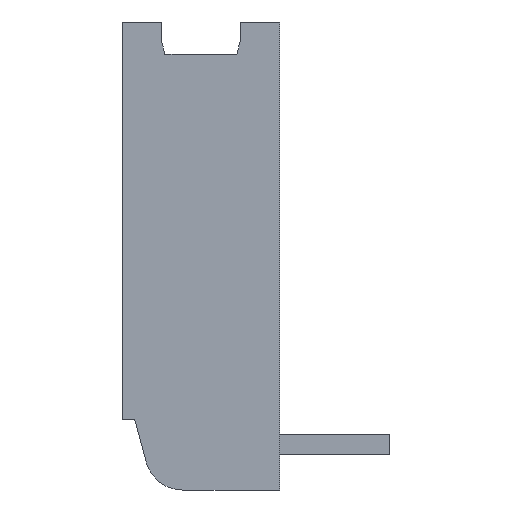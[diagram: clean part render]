
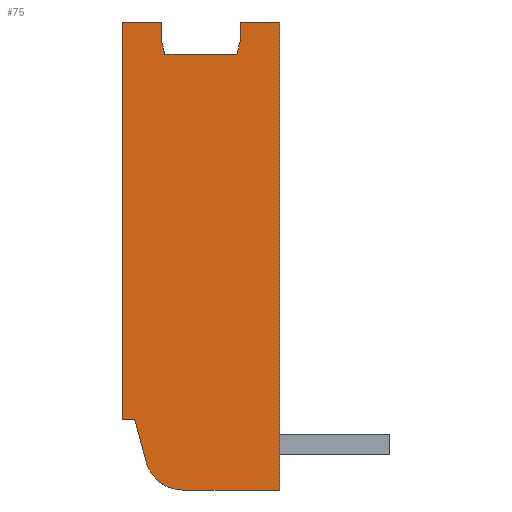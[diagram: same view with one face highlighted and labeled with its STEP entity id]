
A CAD part, left-side view. The second image highlights one B-rep face of the part: STEP entity #75.
In plain terms, the highlighted planar face has unit normal (-1, 0, 0).
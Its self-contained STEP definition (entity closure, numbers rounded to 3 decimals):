
#75=ADVANCED_FACE('',(#223),#224,.F.);
#223=FACE_OUTER_BOUND('',#531,.T.);
#224=PLANE('',#532);
#531=EDGE_LOOP('',(#839,#840,#841,#842,#843,#844,#845,#846,#847,#848,#849,#850,#851));
#532=AXIS2_PLACEMENT_3D('',#852,#853,#854);
#839=ORIENTED_EDGE('',*,*,#2062,.T.);
#840=ORIENTED_EDGE('',*,*,#2063,.T.);
#841=ORIENTED_EDGE('',*,*,#2064,.T.);
#842=ORIENTED_EDGE('',*,*,#2065,.F.);
#843=ORIENTED_EDGE('',*,*,#2066,.F.);
#844=ORIENTED_EDGE('',*,*,#2067,.F.);
#845=ORIENTED_EDGE('',*,*,#2068,.F.);
#846=ORIENTED_EDGE('',*,*,#2069,.F.);
#847=ORIENTED_EDGE('',*,*,#2070,.F.);
#848=ORIENTED_EDGE('',*,*,#2071,.F.);
#849=ORIENTED_EDGE('',*,*,#2072,.F.);
#850=ORIENTED_EDGE('',*,*,#2073,.F.);
#851=ORIENTED_EDGE('',*,*,#2074,.T.);
#852=CARTESIAN_POINT('',(-8.76,0.0,0.0));
#853=DIRECTION('',(1.0,0.0,0.0));
#854=DIRECTION('',(0.0,1.0,-0.0));
#2062=EDGE_CURVE('',#2453,#2454,#2455,.T.);
#2063=EDGE_CURVE('',#2454,#2456,#2457,.T.);
#2064=EDGE_CURVE('',#2456,#2458,#2459,.T.);
#2065=EDGE_CURVE('',#2460,#2458,#2461,.T.);
#2066=EDGE_CURVE('',#2462,#2460,#2463,.T.);
#2067=EDGE_CURVE('',#2464,#2462,#2465,.T.);
#2068=EDGE_CURVE('',#2466,#2464,#2467,.T.);
#2069=EDGE_CURVE('',#2468,#2466,#2469,.T.);
#2070=EDGE_CURVE('',#2470,#2468,#2471,.T.);
#2071=EDGE_CURVE('',#2472,#2470,#2473,.T.);
#2072=EDGE_CURVE('',#2474,#2472,#2475,.T.);
#2073=EDGE_CURVE('',#2476,#2474,#2477,.T.);
#2074=EDGE_CURVE('',#2476,#2453,#2478,.T.);
#2453=VERTEX_POINT('',#3102);
#2454=VERTEX_POINT('',#3103);
#2455=LINE('',#3104,#3105);
#2456=VERTEX_POINT('',#3106);
#2457=LINE('',#3107,#3108);
#2458=VERTEX_POINT('',#3109);
#2459=LINE('',#3110,#3111);
#2460=VERTEX_POINT('',#3112);
#2461=LINE('',#3113,#3114);
#2462=VERTEX_POINT('',#3115);
#2463=LINE('',#3116,#3117);
#2464=VERTEX_POINT('',#3118);
#2465=LINE('',#3119,#3120);
#2466=VERTEX_POINT('',#3121);
#2467=LINE('',#3122,#3123);
#2468=VERTEX_POINT('',#3124);
#2469=LINE('',#3125,#3126);
#2470=VERTEX_POINT('',#3127);
#2471=CIRCLE('',#3128,1.2);
#2472=VERTEX_POINT('',#3129);
#2473=LINE('',#3130,#3131);
#2474=VERTEX_POINT('',#3132);
#2475=LINE('',#3133,#3134);
#2476=VERTEX_POINT('',#3135);
#2477=LINE('',#3136,#3137);
#2478=LINE('',#3138,#3139);
#3102=CARTESIAN_POINT('',(-8.76,-1.245,-0.63));
#3103=CARTESIAN_POINT('',(-8.76,-1.14,-1.02));
#3104=CARTESIAN_POINT('',(-8.76,-1.245,-0.63));
#3105=VECTOR('',#4130,0.404);
#3106=CARTESIAN_POINT('',(-8.76,1.14,-1.02));
#3107=CARTESIAN_POINT('',(-8.76,-1.14,-1.02));
#3108=VECTOR('',#4131,2.28);
#3109=CARTESIAN_POINT('',(-8.76,1.245,-0.63));
#3110=CARTESIAN_POINT('',(-8.76,1.14,-1.02));
#3111=VECTOR('',#4132,0.404);
#3112=CARTESIAN_POINT('',(-8.76,1.245,0.0));
#3113=CARTESIAN_POINT('',(-8.76,1.245,0.0));
#3114=VECTOR('',#4133,0.63);
#3115=CARTESIAN_POINT('',(-8.76,2.5,0.0));
#3116=CARTESIAN_POINT('',(-8.76,2.5,0.0));
#3117=VECTOR('',#4134,1.255);
#3118=CARTESIAN_POINT('',(-8.76,2.5,-12.6));
#3119=CARTESIAN_POINT('',(-8.76,2.5,-12.6));
#3120=VECTOR('',#4135,12.6);
#3121=CARTESIAN_POINT('',(-8.76,2.1,-12.6));
#3122=CARTESIAN_POINT('',(-8.76,2.1,-12.6));
#3123=VECTOR('',#4136,0.4);
#3124=CARTESIAN_POINT('',(-8.76,1.735,-13.961));
#3125=CARTESIAN_POINT('',(-8.76,1.735,-13.961));
#3126=VECTOR('',#4137,1.409);
#3127=CARTESIAN_POINT('',(-8.76,0.576,-14.85));
#3128=AXIS2_PLACEMENT_3D('',#4138,#4139,#4140);
#3129=CARTESIAN_POINT('',(-8.76,-2.5,-14.85));
#3130=CARTESIAN_POINT('',(-8.76,-2.5,-14.85));
#3131=VECTOR('',#4141,3.076);
#3132=CARTESIAN_POINT('',(-8.76,-2.5,0.0));
#3133=CARTESIAN_POINT('',(-8.76,-2.5,0.0));
#3134=VECTOR('',#4142,14.85);
#3135=CARTESIAN_POINT('',(-8.76,-1.245,0.0));
#3136=CARTESIAN_POINT('',(-8.76,-1.245,0.0));
#3137=VECTOR('',#4143,1.255);
#3138=CARTESIAN_POINT('',(-8.76,-1.245,0.0));
#3139=VECTOR('',#4144,0.63);
#4130=DIRECTION('',(0.0,0.259,-0.966));
#4131=DIRECTION('',(0.0,1.0,0.0));
#4132=DIRECTION('',(0.0,0.259,0.966));
#4133=DIRECTION('',(0.0,0.0,-1.0));
#4134=DIRECTION('',(0.0,-1.0,0.0));
#4135=DIRECTION('',(0.0,0.0,1.0));
#4136=DIRECTION('',(0.0,1.0,0.0));
#4137=DIRECTION('',(0.0,0.259,0.966));
#4138=CARTESIAN_POINT('',(-8.76,0.576,-13.65));
#4139=DIRECTION('',(1.0,0.0,0.0));
#4140=DIRECTION('',(0.0,0.0,-1.0));
#4141=DIRECTION('',(0.0,1.0,0.0));
#4142=DIRECTION('',(0.0,0.0,-1.0));
#4143=DIRECTION('',(0.0,-1.0,0.0));
#4144=DIRECTION('',(0.0,0.0,-1.0));
